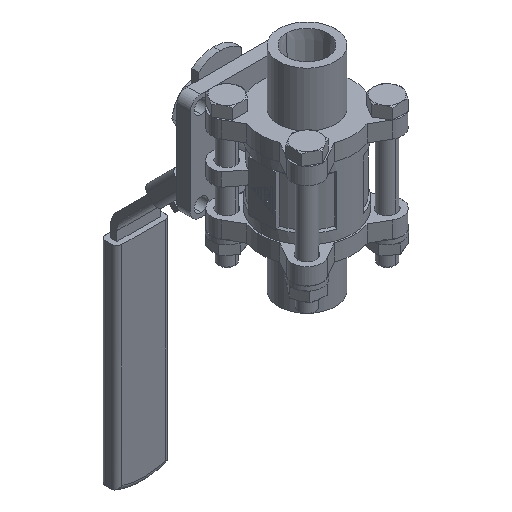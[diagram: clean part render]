
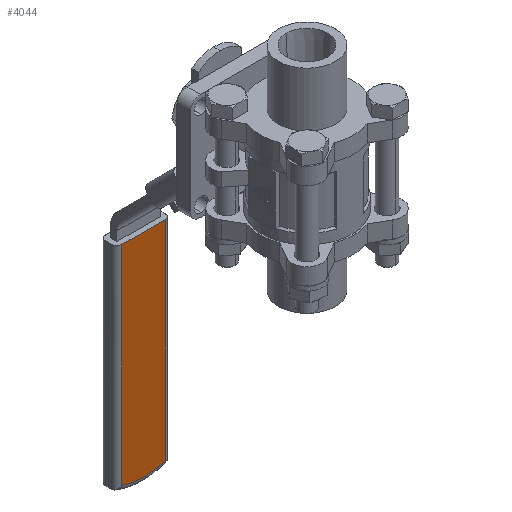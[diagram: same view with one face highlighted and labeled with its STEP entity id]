
A CAD part, isometric view. The second image highlights one B-rep face of the part: STEP entity #4044.
In plain terms, the highlighted planar face has unit normal (0, -1, 0).
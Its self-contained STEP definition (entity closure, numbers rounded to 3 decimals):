
#1951 = VERTEX_POINT ( 'NONE', #11968 ) ;
#2018 = VERTEX_POINT ( 'NONE', #8347 ) ;
#2028 = VERTEX_POINT ( 'NONE', #8321 ) ;
#2090 = VERTEX_POINT ( 'NONE', #8167 ) ;
#2805 = AXIS2_PLACEMENT_3D ( 'NONE', #5352, #5357, #5358 ) ;
#2934 = EDGE_LOOP ( 'NONE', ( #8339, #8503, #8241, #8400 ) ) ;
#3729 = FACE_OUTER_BOUND ( 'NONE', #2934, .T. ) ;
#4044 = ADVANCED_FACE ( 'NONE', ( #3729 ), #5354, .F. ) ;
#5352 = CARTESIAN_POINT ( 'NONE',  ( 6.5, 21., -39.699 ) ) ;
#5354 = PLANE ( 'NONE',  #2805 ) ;
#5357 = DIRECTION ( 'NONE',  ( 0., 1., 0. ) ) ;
#5358 = DIRECTION ( 'NONE',  ( 0., 0., 1. ) ) ;
#8167 = CARTESIAN_POINT ( 'NONE',  ( 6.5, 21., -41.199 ) ) ;
#8241 = ORIENTED_EDGE ( 'NONE', *, *, #11163, .T. ) ;
#8321 = CARTESIAN_POINT ( 'NONE',  ( 6.5, 21., -103.78 ) ) ;
#8339 = ORIENTED_EDGE ( 'NONE', *, *, #11126, .T. ) ;
#8347 = CARTESIAN_POINT ( 'NONE',  ( -6.5, 21., -103.78 ) ) ;
#8400 = ORIENTED_EDGE ( 'NONE', *, *, #11191, .T. ) ;
#8503 = ORIENTED_EDGE ( 'NONE', *, *, #11193, .T. ) ;
#11126 = EDGE_CURVE ( 'NONE', #2090, #1951, #11799, .T. ) ;
#11163 = EDGE_CURVE ( 'NONE', #2018, #2028, #11827, .T. ) ;
#11191 = EDGE_CURVE ( 'NONE', #2028, #2090, #11848, .T. ) ;
#11193 = EDGE_CURVE ( 'NONE', #1951, #2018, #11850, .T. ) ;
#11799 = LINE ( 'NONE', #16410, #11801 ) ;
#11801 = VECTOR ( 'NONE', #16405, 1000. ) ;
#11827 = CIRCLE ( 'NONE', #13663, 18.958 ) ;
#11848 = LINE ( 'NONE', #16482, #11851 ) ;
#11850 = LINE ( 'NONE', #16484, #11853 ) ;
#11851 = VECTOR ( 'NONE', #16483, 1000. ) ;
#11853 = VECTOR ( 'NONE', #16485, 1000. ) ;
#11968 = CARTESIAN_POINT ( 'NONE',  ( -6.5, 21., -41.199 ) ) ;
#13663 = AXIS2_PLACEMENT_3D ( 'NONE', #16453, #16454, #16455 ) ;
#16405 = DIRECTION ( 'NONE',  ( -1., 0., 0. ) ) ;
#16410 = CARTESIAN_POINT ( 'NONE',  ( 8., 21., -41.199 ) ) ;
#16453 = CARTESIAN_POINT ( 'NONE',  ( 0., 21., -85.971 ) ) ;
#16454 = DIRECTION ( 'NONE',  ( 0., -1., 0. ) ) ;
#16455 = DIRECTION ( 'NONE',  ( 0., 0., 1. ) ) ;
#16482 = CARTESIAN_POINT ( 'NONE',  ( 6.5, 21., -41.199 ) ) ;
#16483 = DIRECTION ( 'NONE',  ( 0., 0., 1. ) ) ;
#16484 = CARTESIAN_POINT ( 'NONE',  ( -6.5, 21., -104.8 ) ) ;
#16485 = DIRECTION ( 'NONE',  ( 0., 0., -1. ) ) ;
